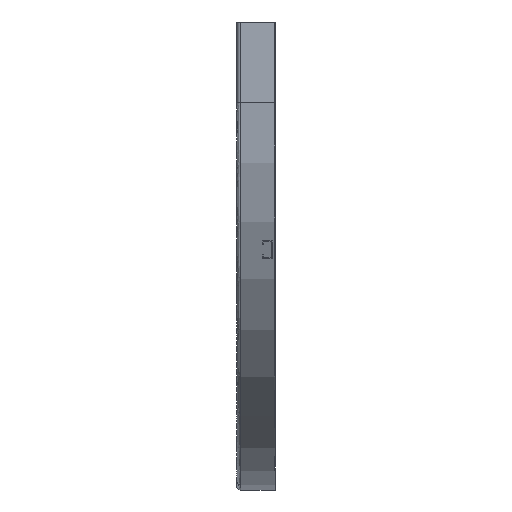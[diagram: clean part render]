
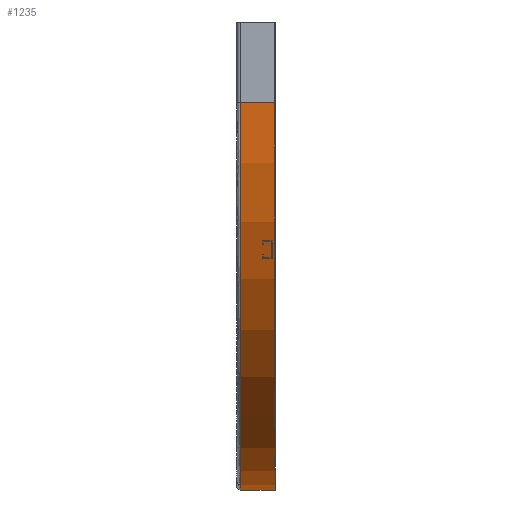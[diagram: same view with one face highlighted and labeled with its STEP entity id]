
A CAD part, left-side view. The second image highlights one B-rep face of the part: STEP entity #1235.
In plain terms, the highlighted cylindrical face has radius 600 mm (diameter 1200 mm), a partial arc.
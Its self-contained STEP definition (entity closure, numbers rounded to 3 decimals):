
#90 = VERTEX_POINT ( 'NONE', #3553 ) ;
#228 = LINE ( 'NONE', #1101, #4626 ) ;
#641 = EDGE_LOOP ( 'NONE', ( #4623, #4699, #4918, #4933 ) ) ;
#708 = DIRECTION ( 'NONE',  ( 0., 1., 0. ) ) ;
#838 = VERTEX_POINT ( 'NONE', #4947 ) ;
#869 = EDGE_CURVE ( 'NONE', #3105, #90, #3125, .T. ) ;
#1095 = FACE_OUTER_BOUND ( 'NONE', #641, .T. ) ;
#1101 = CARTESIAN_POINT ( 'NONE',  ( -600., 0., -725. ) ) ;
#1138 = AXIS2_PLACEMENT_3D ( 'NONE', #1913, #1929, #1977 ) ;
#1235 = ADVANCED_FACE ( 'NONE', ( #1095 ), #1659, .T. ) ;
#1357 = AXIS2_PLACEMENT_3D ( 'NONE', #4505, #5010, #4483 ) ;
#1410 = DIRECTION ( 'NONE',  ( 0., -1., 0. ) ) ;
#1454 = CARTESIAN_POINT ( 'NONE',  ( -600., 0., -725. ) ) ;
#1630 = CIRCLE ( 'NONE', #2403, 600. ) ;
#1659 = CYLINDRICAL_SURFACE ( 'NONE', #1357, 600. ) ;
#1799 = EDGE_CURVE ( 'NONE', #4799, #838, #228, .T. ) ;
#1828 = CARTESIAN_POINT ( 'NONE',  ( 0., 0., -125. ) ) ;
#1913 = CARTESIAN_POINT ( 'NONE',  ( -600., 0., -125. ) ) ;
#1929 = DIRECTION ( 'NONE',  ( 0., 1., 0. ) ) ;
#1975 = VECTOR ( 'NONE', #1410, 1000. ) ;
#1977 = DIRECTION ( 'NONE',  ( 0., 0., 1. ) ) ;
#2198 = CARTESIAN_POINT ( 'NONE',  ( -600., 54., -125. ) ) ;
#2284 = EDGE_CURVE ( 'NONE', #90, #4799, #3861, .T. ) ;
#2403 = AXIS2_PLACEMENT_3D ( 'NONE', #2198, #3959, #3589 ) ;
#3105 = VERTEX_POINT ( 'NONE', #5032 ) ;
#3125 = LINE ( 'NONE', #1828, #1975 ) ;
#3553 = CARTESIAN_POINT ( 'NONE',  ( 0., 0., -125. ) ) ;
#3589 = DIRECTION ( 'NONE',  ( 0., 0., 1. ) ) ;
#3861 = CIRCLE ( 'NONE', #1138, 600. ) ;
#3949 = EDGE_CURVE ( 'NONE', #838, #3105, #1630, .T. ) ;
#3959 = DIRECTION ( 'NONE',  ( 0., -1., 0. ) ) ;
#4483 = DIRECTION ( 'NONE',  ( 0., 0., 1. ) ) ;
#4505 = CARTESIAN_POINT ( 'NONE',  ( -600., 0., -125. ) ) ;
#4623 = ORIENTED_EDGE ( 'NONE', *, *, #2284, .T. ) ;
#4626 = VECTOR ( 'NONE', #708, 1000. ) ;
#4699 = ORIENTED_EDGE ( 'NONE', *, *, #1799, .T. ) ;
#4799 = VERTEX_POINT ( 'NONE', #1454 ) ;
#4918 = ORIENTED_EDGE ( 'NONE', *, *, #3949, .T. ) ;
#4933 = ORIENTED_EDGE ( 'NONE', *, *, #869, .T. ) ;
#4947 = CARTESIAN_POINT ( 'NONE',  ( -600., 54., -725. ) ) ;
#5010 = DIRECTION ( 'NONE',  ( 0., 1., 0. ) ) ;
#5032 = CARTESIAN_POINT ( 'NONE',  ( 0., 54., -125. ) ) ;
